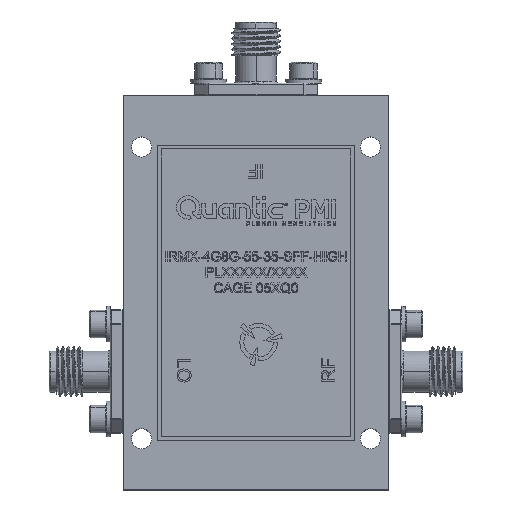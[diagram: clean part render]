
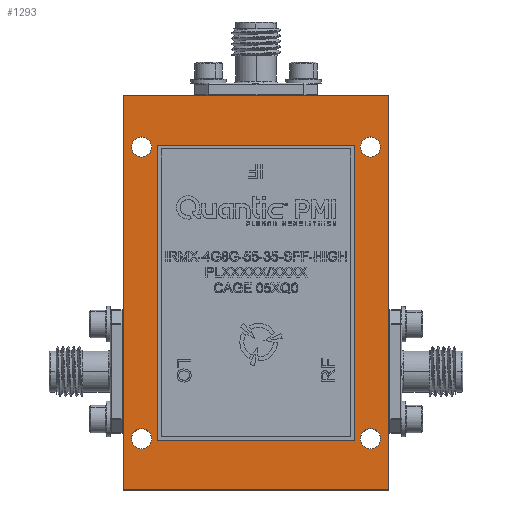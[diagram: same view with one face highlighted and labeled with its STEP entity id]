
A CAD part, top view. The second image highlights one B-rep face of the part: STEP entity #1293.
In plain terms, the highlighted face is planar.
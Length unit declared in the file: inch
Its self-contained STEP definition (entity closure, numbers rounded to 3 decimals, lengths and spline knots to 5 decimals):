
#187 = CARTESIAN_POINT ( 'NONE',  ( 0., 0., 0. ) ) ;
#891 = DIRECTION ( 'NONE',  ( -1., 0., 0. ) ) ;
#1018 = DIRECTION ( 'NONE',  ( 0., 0., -1. ) ) ;
#1293 = ADVANCED_FACE ( 'NONE', ( #6444, #12117, #10224, #21890, #4281 ), #4532, .T. ) ;
#1790 = CARTESIAN_POINT ( 'NONE',  ( 0., 0., 0. ) ) ;
#2303 = DIRECTION ( 'NONE',  ( -1., 0., 0. ) ) ;
#2376 = CARTESIAN_POINT ( 'NONE',  ( 1.35, 2., 0. ) ) ;
#2402 = CARTESIAN_POINT ( 'NONE',  ( 0., 0., 0. ) ) ;
#2416 = ORIENTED_EDGE ( 'NONE', *, *, #7837, .F. ) ;
#2815 = DIRECTION ( 'NONE',  ( -1., 0., 0. ) ) ;
#3379 = CARTESIAN_POINT ( 'NONE',  ( 1.205, 0.26, 0. ) ) ;
#4179 = ORIENTED_EDGE ( 'NONE', *, *, #18027, .F. ) ;
#4281 = FACE_OUTER_BOUND ( 'NONE', #23365, .T. ) ;
#4529 = CIRCLE ( 'NONE', #12206, 0.051 ) ;
#4532 = PLANE ( 'NONE',  #14937 ) ;
#4684 = CARTESIAN_POINT ( 'NONE',  ( 0.145, 1.74, 0. ) ) ;
#4858 = CARTESIAN_POINT ( 'NONE',  ( 1.256, 0.26, 0. ) ) ;
#4947 = DIRECTION ( 'NONE',  ( -1., 0., 0. ) ) ;
#5564 = CIRCLE ( 'NONE', #18124, 0.051 ) ;
#5737 = DIRECTION ( 'NONE',  ( 1., 0., 0. ) ) ;
#5802 = DIRECTION ( 'NONE',  ( 0., 0., -1. ) ) ;
#5819 = VERTEX_POINT ( 'NONE', #3379 ) ;
#5820 = EDGE_LOOP ( 'NONE', ( #9964, #2416 ) ) ;
#6082 = CARTESIAN_POINT ( 'NONE',  ( 1.307, 0.26, 0. ) ) ;
#6123 = EDGE_CURVE ( 'NONE', #6690, #13508, #8424, .T. ) ;
#6444 = FACE_BOUND ( 'NONE', #11850, .T. ) ;
#6690 = VERTEX_POINT ( 'NONE', #18220 ) ;
#6783 = ORIENTED_EDGE ( 'NONE', *, *, #7670, .F. ) ;
#7670 = EDGE_CURVE ( 'NONE', #18867, #9499, #5564, .T. ) ;
#7837 = EDGE_CURVE ( 'NONE', #11234, #10208, #22158, .T. ) ;
#8412 = AXIS2_PLACEMENT_3D ( 'NONE', #20508, #1018, #20275 ) ;
#8424 = LINE ( 'NONE', #14229, #24531 ) ;
#9499 = VERTEX_POINT ( 'NONE', #12473 ) ;
#9650 = ORIENTED_EDGE ( 'NONE', *, *, #15652, .F. ) ;
#9734 = DIRECTION ( 'NONE',  ( -1., 0., 0. ) ) ;
#9964 = ORIENTED_EDGE ( 'NONE', *, *, #21589, .F. ) ;
#10143 = EDGE_CURVE ( 'NONE', #24936, #23658, #22570, .T. ) ;
#10208 = VERTEX_POINT ( 'NONE', #18082 ) ;
#10224 = FACE_BOUND ( 'NONE', #23814, .T. ) ;
#10550 = CIRCLE ( 'NONE', #23925, 0.051 ) ;
#11022 = VERTEX_POINT ( 'NONE', #20455 ) ;
#11057 = EDGE_CURVE ( 'NONE', #5819, #18740, #15147, .T. ) ;
#11234 = VERTEX_POINT ( 'NONE', #23721 ) ;
#11763 = AXIS2_PLACEMENT_3D ( 'NONE', #16469, #17471, #9734 ) ;
#11850 = EDGE_LOOP ( 'NONE', ( #12548, #23671 ) ) ;
#12117 = FACE_BOUND ( 'NONE', #17798, .T. ) ;
#12206 = AXIS2_PLACEMENT_3D ( 'NONE', #14366, #18695, #20465 ) ;
#12418 = CARTESIAN_POINT ( 'NONE',  ( 0., 0., 0. ) ) ;
#12473 = CARTESIAN_POINT ( 'NONE',  ( 0.043, 1.74, 0. ) ) ;
#12548 = ORIENTED_EDGE ( 'NONE', *, *, #11057, .F. ) ;
#12753 = CARTESIAN_POINT ( 'NONE',  ( 1.256, 1.74, 0. ) ) ;
#13029 = LINE ( 'NONE', #20785, #24177 ) ;
#13080 = VECTOR ( 'NONE', #14826, 39.37008 ) ;
#13143 = DIRECTION ( 'NONE',  ( -1., 0., 0. ) ) ;
#13366 = CIRCLE ( 'NONE', #11763, 0.051 ) ;
#13508 = VERTEX_POINT ( 'NONE', #2376 ) ;
#13777 = ORIENTED_EDGE ( 'NONE', *, *, #10143, .F. ) ;
#14043 = CARTESIAN_POINT ( 'NONE',  ( 0.094, 1.74, 0. ) ) ;
#14229 = CARTESIAN_POINT ( 'NONE',  ( 1.35, 0., 0. ) ) ;
#14366 = CARTESIAN_POINT ( 'NONE',  ( 0.094, 0.26, 0. ) ) ;
#14490 = VECTOR ( 'NONE', #5737, 39.37008 ) ;
#14826 = DIRECTION ( 'NONE',  ( 0., -1., 0. ) ) ;
#14937 = AXIS2_PLACEMENT_3D ( 'NONE', #2402, #21763, #891 ) ;
#15147 = CIRCLE ( 'NONE', #20427, 0.051 ) ;
#15281 = AXIS2_PLACEMENT_3D ( 'NONE', #12753, #20523, #21107 ) ;
#15652 = EDGE_CURVE ( 'NONE', #9499, #18867, #24599, .T. ) ;
#15733 = LINE ( 'NONE', #187, #14490 ) ;
#16459 = ORIENTED_EDGE ( 'NONE', *, *, #17468, .F. ) ;
#16469 = CARTESIAN_POINT ( 'NONE',  ( 1.256, 1.74, 0. ) ) ;
#16650 = DIRECTION ( 'NONE',  ( 0., 0., -1. ) ) ;
#16949 = CARTESIAN_POINT ( 'NONE',  ( 0., 2., 0. ) ) ;
#17468 = EDGE_CURVE ( 'NONE', #13508, #24936, #13029, .T. ) ;
#17471 = DIRECTION ( 'NONE',  ( 0., 0., -1. ) ) ;
#17624 = DIRECTION ( 'NONE',  ( 0., 0., -1. ) ) ;
#17748 = EDGE_CURVE ( 'NONE', #23968, #11022, #22986, .T. ) ;
#17798 = EDGE_LOOP ( 'NONE', ( #23045, #18959 ) ) ;
#18027 = EDGE_CURVE ( 'NONE', #23658, #6690, #15733, .T. ) ;
#18082 = CARTESIAN_POINT ( 'NONE',  ( 1.205, 1.74, 0. ) ) ;
#18124 = AXIS2_PLACEMENT_3D ( 'NONE', #14043, #17624, #2303 ) ;
#18147 = DIRECTION ( 'NONE',  ( 0., 0., -1. ) ) ;
#18220 = CARTESIAN_POINT ( 'NONE',  ( 1.35, 0., 0. ) ) ;
#18695 = DIRECTION ( 'NONE',  ( 0., 0., -1. ) ) ;
#18740 = VERTEX_POINT ( 'NONE', #6082 ) ;
#18867 = VERTEX_POINT ( 'NONE', #4684 ) ;
#18959 = ORIENTED_EDGE ( 'NONE', *, *, #22838, .F. ) ;
#19212 = ORIENTED_EDGE ( 'NONE', *, *, #6123, .F. ) ;
#20275 = DIRECTION ( 'NONE',  ( -1., 0., 0. ) ) ;
#20427 = AXIS2_PLACEMENT_3D ( 'NONE', #4858, #16650, #22470 ) ;
#20455 = CARTESIAN_POINT ( 'NONE',  ( 0.145, 0.26, 0. ) ) ;
#20465 = DIRECTION ( 'NONE',  ( -1., 0., 0. ) ) ;
#20508 = CARTESIAN_POINT ( 'NONE',  ( 0.094, 0.26, 0. ) ) ;
#20523 = DIRECTION ( 'NONE',  ( 0., 0., -1. ) ) ;
#20785 = CARTESIAN_POINT ( 'NONE',  ( 0., 2., 0. ) ) ;
#21107 = DIRECTION ( 'NONE',  ( -1., 0., 0. ) ) ;
#21589 = EDGE_CURVE ( 'NONE', #10208, #11234, #13366, .T. ) ;
#21614 = EDGE_CURVE ( 'NONE', #18740, #5819, #10550, .T. ) ;
#21763 = DIRECTION ( 'NONE',  ( 0., 0., -1. ) ) ;
#21890 = FACE_BOUND ( 'NONE', #5820, .T. ) ;
#21970 = DIRECTION ( 'NONE',  ( 0., 1., 0. ) ) ;
#22158 = CIRCLE ( 'NONE', #15281, 0.051 ) ;
#22470 = DIRECTION ( 'NONE',  ( -1., 0., 0. ) ) ;
#22570 = LINE ( 'NONE', #1790, #13080 ) ;
#22838 = EDGE_CURVE ( 'NONE', #11022, #23968, #4529, .T. ) ;
#22928 = CARTESIAN_POINT ( 'NONE',  ( 0.043, 0.26, 0. ) ) ;
#22986 = CIRCLE ( 'NONE', #8412, 0.051 ) ;
#23045 = ORIENTED_EDGE ( 'NONE', *, *, #17748, .F. ) ;
#23176 = CARTESIAN_POINT ( 'NONE',  ( 1.256, 0.26, 0. ) ) ;
#23365 = EDGE_LOOP ( 'NONE', ( #13777, #16459, #19212, #4179 ) ) ;
#23658 = VERTEX_POINT ( 'NONE', #12418 ) ;
#23671 = ORIENTED_EDGE ( 'NONE', *, *, #21614, .F. ) ;
#23721 = CARTESIAN_POINT ( 'NONE',  ( 1.307, 1.74, 0. ) ) ;
#23814 = EDGE_LOOP ( 'NONE', ( #9650, #6783 ) ) ;
#23925 = AXIS2_PLACEMENT_3D ( 'NONE', #23176, #5802, #13143 ) ;
#23968 = VERTEX_POINT ( 'NONE', #22928 ) ;
#24173 = AXIS2_PLACEMENT_3D ( 'NONE', #24369, #18147, #2815 ) ;
#24177 = VECTOR ( 'NONE', #4947, 39.37008 ) ;
#24369 = CARTESIAN_POINT ( 'NONE',  ( 0.094, 1.74, 0. ) ) ;
#24531 = VECTOR ( 'NONE', #21970, 39.37008 ) ;
#24599 = CIRCLE ( 'NONE', #24173, 0.051 ) ;
#24936 = VERTEX_POINT ( 'NONE', #16949 ) ;
